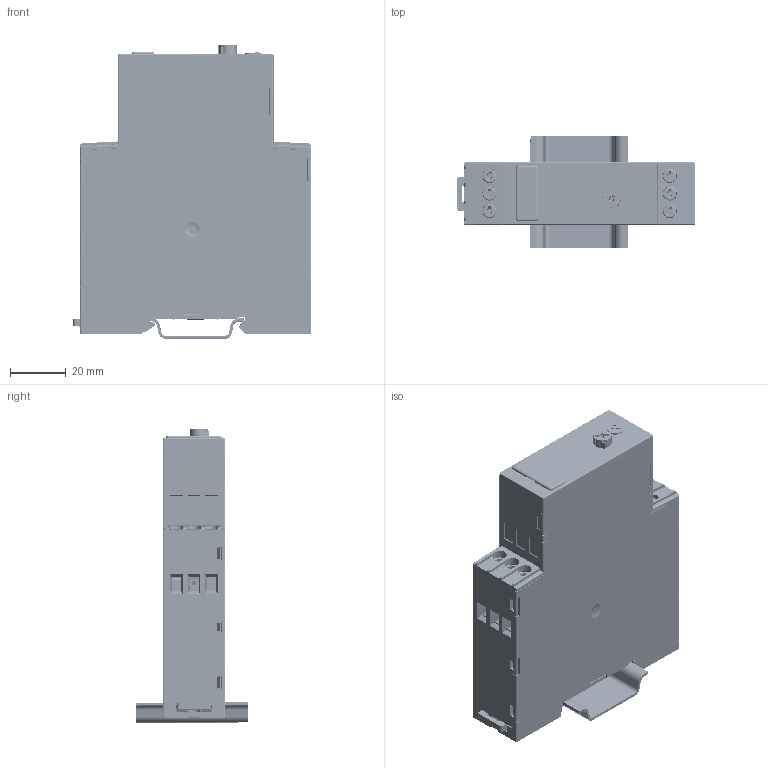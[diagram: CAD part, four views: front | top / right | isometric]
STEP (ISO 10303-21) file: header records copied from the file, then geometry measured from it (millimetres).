
FILE_DESCRIPTION(/* description */ ('Unknown'),/* implementation_level */ '2;1');
FILE_NAME(/* name */ '88865266 TK2R1',/* time_stamp */ '2024-10-15T16:30:16+05:00',/* author */ ('Unknown'),/* organization */ ('Unknown'),/* preprocessor_version */ 'ST-DEVELOPER v18.104',/* originating_system */ 'Solid Edge',/* authorisation */ 'Unknown');
FILE_SCHEMA (('AUTOMOTIVE_DESIGN {1 0 10303 214 3 1 1}'));
Products named in the file (1): 88865266 TK2R1
Bounding box: 85.57 x 40.04 x 105.42 mm (x, y, z)
Volume: 164497.8 mm3; surface area: 95551.2 mm2
Topology: 43 solids, 46 shells, 5073 faces, 14044 edges, 9221 vertices
Faces by surface type: plane 3525, cylinder 1093, bspline 218, cone 165, torus 72
Full cylindrical faces by diameter (mm): 0.01 x2, 0.1 x1, 0.2 x1, 0.35 x3, 0.9 x1, 1.5 x1, 1.7 x4, 1.72 x1, 2.4 x9, 2.5 x1, 2.9 x9, 3 x108, 3.3 x9, 3.7 x9, 5 x18, 5.2 x9, 6.3 x1
Entity records: 195078 total; most frequent: CARTESIAN_POINT 61161, ORIENTED_EDGE 27878, DIRECTION 23299, EDGE_CURVE 13939, LINE 9795, VECTOR 9795, VERTEX_POINT 9188, AXIS2_PLACEMENT_3D 6752
